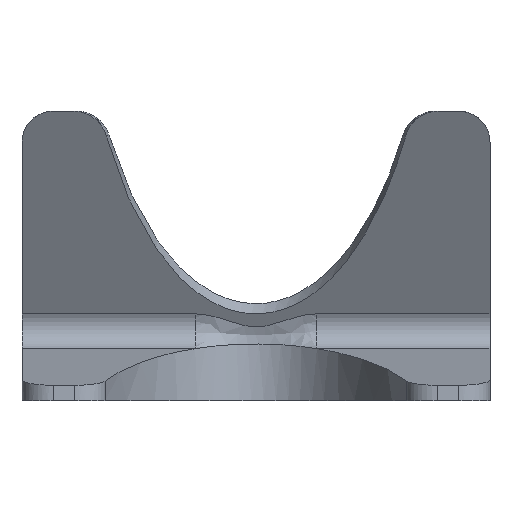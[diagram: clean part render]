
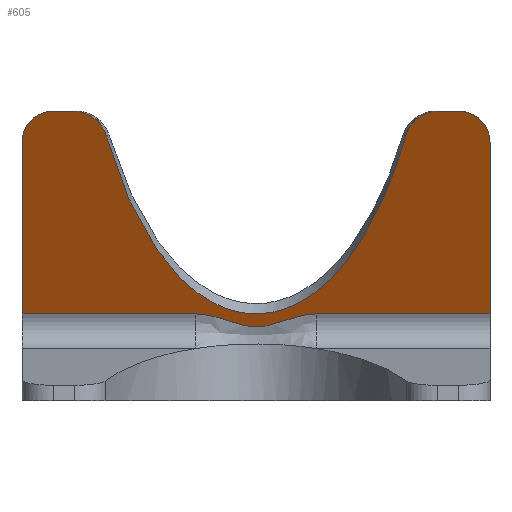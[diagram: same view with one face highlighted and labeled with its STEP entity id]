
A CAD part, left-side view. The second image highlights one B-rep face of the part: STEP entity #605.
In plain terms, the highlighted planar face has unit normal (-0.866, 0, -0.5).
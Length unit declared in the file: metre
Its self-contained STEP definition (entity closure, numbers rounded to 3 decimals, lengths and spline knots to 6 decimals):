
#52=ELLIPSE('',#664,0.004619,0.004);
#53=ELLIPSE('',#665,0.0525,0.022136);
#54=ELLIPSE('',#666,0.004619,0.004);
#62=B_SPLINE_CURVE_WITH_KNOTS('',3,(#947,#948,#949,#950,#951,#952,#953,
#954,#955,#956,#957,#958),.UNSPECIFIED.,.F.,.F.,(4,1,1,1,1,1,1,1,1,4),(0.,
0.002021,0.004043,0.006064,0.008085,
0.009096,0.010107,0.012128,0.014149,
0.016171),.UNSPECIFIED.);
#63=B_SPLINE_CURVE_WITH_KNOTS('',3,(#968,#969,#970,#971,#972),
 .UNSPECIFIED.,.F.,.F.,(4,1,4),(0.,0.00297,0.005939),
 .UNSPECIFIED.);
#64=B_SPLINE_CURVE_WITH_KNOTS('',3,(#976,#977,#978,#979,#980),
 .UNSPECIFIED.,.F.,.F.,(4,1,4),(0.,0.002958,
0.005917),.UNSPECIFIED.);
#104=ORIENTED_EDGE('',*,*,#290,.T.);
#105=ORIENTED_EDGE('',*,*,#291,.T.);
#106=ORIENTED_EDGE('',*,*,#292,.T.);
#107=ORIENTED_EDGE('',*,*,#293,.T.);
#108=ORIENTED_EDGE('',*,*,#294,.F.);
#109=ORIENTED_EDGE('',*,*,#295,.T.);
#110=ORIENTED_EDGE('',*,*,#296,.T.);
#111=ORIENTED_EDGE('',*,*,#297,.T.);
#112=ORIENTED_EDGE('',*,*,#298,.F.);
#113=ORIENTED_EDGE('',*,*,#299,.T.);
#114=ORIENTED_EDGE('',*,*,#300,.T.);
#115=ORIENTED_EDGE('',*,*,#301,.T.);
#290=EDGE_CURVE('',#382,#383,#433,.T.);
#291=EDGE_CURVE('',#383,#384,#434,.F.);
#292=EDGE_CURVE('',#384,#385,#62,.T.);
#293=EDGE_CURVE('',#385,#386,#435,.F.);
#294=EDGE_CURVE('',#387,#386,#436,.T.);
#295=EDGE_CURVE('',#387,#388,#52,.F.);
#296=EDGE_CURVE('',#388,#389,#437,.T.);
#297=EDGE_CURVE('',#389,#390,#63,.T.);
#298=EDGE_CURVE('',#391,#390,#53,.T.);
#299=EDGE_CURVE('',#391,#392,#64,.T.);
#300=EDGE_CURVE('',#392,#393,#438,.T.);
#301=EDGE_CURVE('',#393,#382,#54,.F.);
#382=VERTEX_POINT('',#943);
#383=VERTEX_POINT('',#944);
#384=VERTEX_POINT('',#946);
#385=VERTEX_POINT('',#959);
#386=VERTEX_POINT('',#961);
#387=VERTEX_POINT('',#963);
#388=VERTEX_POINT('',#965);
#389=VERTEX_POINT('',#967);
#390=VERTEX_POINT('',#973);
#391=VERTEX_POINT('',#975);
#392=VERTEX_POINT('',#981);
#393=VERTEX_POINT('',#983);
#433=LINE('',#942,#482);
#434=LINE('',#945,#483);
#435=LINE('',#960,#484);
#436=LINE('',#962,#485);
#437=LINE('',#966,#486);
#438=LINE('',#982,#487);
#482=VECTOR('',#753,1.);
#483=VECTOR('',#754,1.);
#484=VECTOR('',#755,1.);
#485=VECTOR('',#756,1.);
#486=VECTOR('',#759,1.);
#487=VECTOR('',#762,1.);
#522=EDGE_LOOP('',(#104,#105,#106,#107,#108,#109,#110,#111,#112,#113,#114,
#115));
#556=FACE_BOUND('',#522,.T.);
#590=PLANE('',#663);
#605=ADVANCED_FACE('',(#556),#590,.F.);
#663=AXIS2_PLACEMENT_3D('',#941,#751,#752);
#664=AXIS2_PLACEMENT_3D('',#964,#757,#758);
#665=AXIS2_PLACEMENT_3D('',#974,#760,#761);
#666=AXIS2_PLACEMENT_3D('',#984,#763,#764);
#751=DIRECTION('',(0.866,0.,0.5));
#752=DIRECTION('',(0.5,0.,-0.866));
#753=DIRECTION('',(0.5,0.,-0.866));
#754=DIRECTION('',(0.,1.,0.));
#755=DIRECTION('',(0.,1.,0.));
#756=DIRECTION('',(0.5,0.,-0.866));
#757=DIRECTION('',(0.866,0.,0.5));
#758=DIRECTION('',(0.5,0.,-0.866));
#759=DIRECTION('',(0.,1.,0.));
#760=DIRECTION('',(-0.866,0.,-0.5));
#761=DIRECTION('',(-0.5,0.,0.866));
#762=DIRECTION('',(0.,1.,0.));
#763=DIRECTION('',(0.866,0.,0.5));
#764=DIRECTION('',(-0.5,0.,0.866));
#941=CARTESIAN_POINT('',(-0.014426,-0.03,0.02229));
#942=CARTESIAN_POINT('',(-0.014426,0.03,0.02229));
#943=CARTESIAN_POINT('',(-0.020691,0.03,0.033141));
#944=CARTESIAN_POINT('',(-0.007994,0.03,0.01115));
#945=CARTESIAN_POINT('',(-0.007994,-0.03,0.01115));
#946=CARTESIAN_POINT('',(-0.007994,0.007804,0.01115));
#947=CARTESIAN_POINT('',(-0.007994,0.007804,0.01115));
#948=CARTESIAN_POINT('',(-0.007994,0.007129,0.01115));
#949=CARTESIAN_POINT('',(-0.007887,0.00579,0.010965));
#950=CARTESIAN_POINT('',(-0.007567,0.00389,0.01041));
#951=CARTESIAN_POINT('',(-0.007187,0.002023,0.009751));
#952=CARTESIAN_POINT('',(-0.006987,0.000391,0.009405));
#953=CARTESIAN_POINT('',(-0.007059,-0.000994,0.009531));
#954=CARTESIAN_POINT('',(-0.007242,-0.002285,0.009847));
#955=CARTESIAN_POINT('',(-0.007561,-0.003861,0.0104));
#956=CARTESIAN_POINT('',(-0.007886,-0.005774,0.010962));
#957=CARTESIAN_POINT('',(-0.007994,-0.007121,0.01115));
#958=CARTESIAN_POINT('',(-0.007994,-0.007804,0.01115));
#959=CARTESIAN_POINT('',(-0.007994,-0.007804,0.01115));
#960=CARTESIAN_POINT('',(-0.007994,-0.03,0.01115));
#961=CARTESIAN_POINT('',(-0.007994,-0.03,0.01115));
#962=CARTESIAN_POINT('',(-0.014426,-0.03,0.02229));
#963=CARTESIAN_POINT('',(-0.020691,-0.03,0.033141));
#964=CARTESIAN_POINT('',(-0.020691,-0.026,0.033141));
#965=CARTESIAN_POINT('',(-0.023,-0.026,0.037141));
#966=CARTESIAN_POINT('',(-0.023,-0.03,0.037141));
#967=CARTESIAN_POINT('',(-0.023,-0.023348,0.037141));
#968=CARTESIAN_POINT('',(-0.023,-0.023348,0.037141));
#969=CARTESIAN_POINT('',(-0.023,-0.022342,0.037141));
#970=CARTESIAN_POINT('',(-0.022555,-0.020424,0.03637));
#971=CARTESIAN_POINT('',(-0.021649,-0.019424,0.034801));
#972=CARTESIAN_POINT('',(-0.021162,-0.019188,0.033957));
#973=CARTESIAN_POINT('',(-0.021162,-0.019188,0.033957));
#974=CARTESIAN_POINT('',(-0.03425,0.,0.056627));
#975=CARTESIAN_POINT('',(-0.021162,0.019188,0.033957));
#976=CARTESIAN_POINT('',(-0.021162,0.019188,0.033957));
#977=CARTESIAN_POINT('',(-0.02165,0.019425,0.034803));
#978=CARTESIAN_POINT('',(-0.022548,0.020412,0.036358));
#979=CARTESIAN_POINT('',(-0.023,0.022339,0.037141));
#980=CARTESIAN_POINT('',(-0.023,0.023348,0.037141));
#981=CARTESIAN_POINT('',(-0.023,0.023348,0.037141));
#982=CARTESIAN_POINT('',(-0.023,-0.03,0.037141));
#983=CARTESIAN_POINT('',(-0.023,0.026,0.037141));
#984=CARTESIAN_POINT('',(-0.020691,0.026,0.033141));
